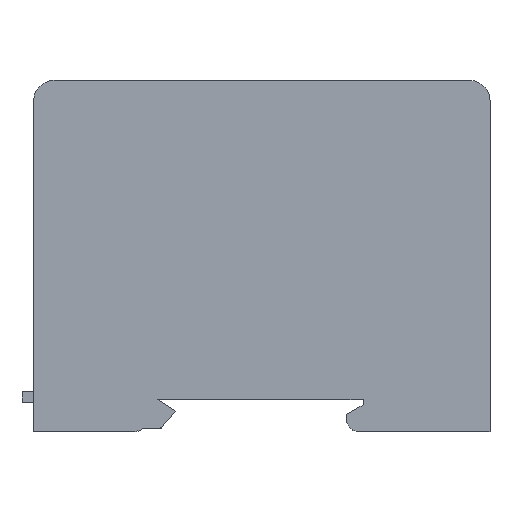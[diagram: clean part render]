
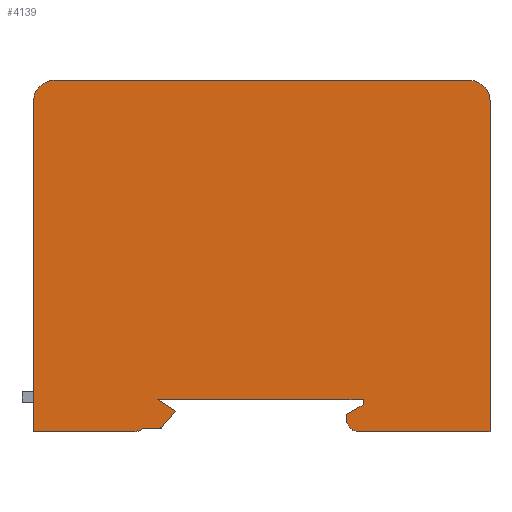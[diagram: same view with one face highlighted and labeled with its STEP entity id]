
A CAD part, top view. The second image highlights one B-rep face of the part: STEP entity #4139.
In plain terms, the highlighted planar face has unit normal (0, 0, 1).
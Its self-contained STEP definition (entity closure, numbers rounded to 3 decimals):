
#93=DIRECTION('',(0.,-1.,0.));
#94=VECTOR('',#93,56.5);
#95=CARTESIAN_POINT('',(-39.,26.5,18.));
#96=LINE('',#95,#94);
#113=CARTESIAN_POINT('',(-35.5,26.5,18.));
#114=DIRECTION('',(0.,0.,-1.));
#115=DIRECTION('',(-1.,0.,0.));
#116=AXIS2_PLACEMENT_3D('',#113,#114,#115);
#118=CARTESIAN_POINT('',(35.5,26.5,18.));
#119=DIRECTION('',(0.,0.,-1.));
#120=DIRECTION('',(0.,1.,0.));
#121=AXIS2_PLACEMENT_3D('',#118,#119,#120);
#123=CARTESIAN_POINT('',(16.5,-28.,18.));
#124=DIRECTION('',(0.,0.,-1.));
#125=DIRECTION('',(0.,-1.,0.));
#126=AXIS2_PLACEMENT_3D('',#123,#124,#125);
#128=DIRECTION('',(0.866,0.5,0.));
#129=VECTOR('',#128,3.233);
#130=CARTESIAN_POINT('',(14.5,-27.117,18.));
#131=LINE('',#130,#129);
#132=DIRECTION('',(0.84,-0.543,0.));
#133=VECTOR('',#132,3.737);
#134=CARTESIAN_POINT('',(-17.9,-24.5,18.));
#135=LINE('',#134,#133);
#136=DIRECTION('',(-0.655,-0.756,0.));
#137=VECTOR('',#136,3.711);
#138=CARTESIAN_POINT('',(-14.762,-26.529,18.));
#139=LINE('',#138,#137);
#140=CARTESIAN_POINT('',(-17.191,-29.334,18.));
#141=CARTESIAN_POINT('',(-17.237,-29.387,18.));
#142=CARTESIAN_POINT('',(-17.341,-29.468,18.));
#143=CARTESIAN_POINT('',(-17.547,-29.52,18.));
#144=CARTESIAN_POINT('',(-17.681,-29.502,18.));
#145=CARTESIAN_POINT('',(-17.754,-29.473,18.));
#147=CARTESIAN_POINT('',(-20.342,-29.467,18.));
#148=CARTESIAN_POINT('',(-20.464,-29.581,18.));
#149=CARTESIAN_POINT('',(-20.733,-29.775,18.));
#150=CARTESIAN_POINT('',(-21.204,-29.959,18.));
#151=CARTESIAN_POINT('',(-21.531,-30.,18.));
#152=CARTESIAN_POINT('',(-21.7,-30.,18.));
#162=DIRECTION('',(-1.,0.,0.));
#163=VECTOR('',#162,71.);
#164=CARTESIAN_POINT('',(35.5,30.,18.));
#165=LINE('',#164,#163);
#178=DIRECTION('',(0.,1.,0.));
#179=VECTOR('',#178,56.5);
#180=CARTESIAN_POINT('',(39.,-30.,18.));
#181=LINE('',#180,#179);
#190=DIRECTION('',(1.,0.,0.));
#191=VECTOR('',#190,22.5);
#192=CARTESIAN_POINT('',(16.5,-30.,18.));
#193=LINE('',#192,#191);
#206=DIRECTION('',(0.,-1.,0.));
#207=VECTOR('',#206,0.883);
#208=CARTESIAN_POINT('',(14.5,-27.117,18.));
#209=LINE('',#208,#207);
#218=DIRECTION('',(0.,-1.,0.));
#219=VECTOR('',#218,1.);
#220=CARTESIAN_POINT('',(17.3,-24.5,18.));
#221=LINE('',#220,#219);
#226=DIRECTION('',(1.,0.,0.));
#227=VECTOR('',#226,35.2);
#228=CARTESIAN_POINT('',(-17.9,-24.5,18.));
#229=LINE('',#228,#227);
#242=DIRECTION('',(1.,-0.002,0.));
#243=VECTOR('',#242,2.588);
#244=CARTESIAN_POINT('',(-20.342,-29.467,18.));
#245=LINE('',#244,#243);
#258=DIRECTION('',(1.,0.,0.));
#259=VECTOR('',#258,17.3);
#260=CARTESIAN_POINT('',(-39.,-30.,18.));
#261=LINE('',#260,#259);
#3524=CARTESIAN_POINT('',(-39.,26.5,18.));
#3525=CARTESIAN_POINT('',(-39.,-30.,18.));
#3526=VERTEX_POINT('',#3524);
#3527=VERTEX_POINT('',#3525);
#3544=CARTESIAN_POINT('',(-35.5,30.,18.));
#3545=VERTEX_POINT('',#3544);
#3546=CARTESIAN_POINT('',(35.5,30.,18.));
#3547=VERTEX_POINT('',#3546);
#3548=CARTESIAN_POINT('',(39.,26.5,18.));
#3549=VERTEX_POINT('',#3548);
#3550=CARTESIAN_POINT('',(39.,-30.,18.));
#3551=VERTEX_POINT('',#3550);
#3552=CARTESIAN_POINT('',(16.5,-30.,18.));
#3553=VERTEX_POINT('',#3552);
#3554=CARTESIAN_POINT('',(14.5,-28.,18.));
#3555=VERTEX_POINT('',#3554);
#3556=CARTESIAN_POINT('',(14.5,-27.117,18.));
#3557=VERTEX_POINT('',#3556);
#3558=CARTESIAN_POINT('',(17.3,-25.5,18.));
#3559=VERTEX_POINT('',#3558);
#3560=CARTESIAN_POINT('',(17.3,-24.5,18.));
#3561=VERTEX_POINT('',#3560);
#3562=CARTESIAN_POINT('',(-17.9,-24.5,18.));
#3563=VERTEX_POINT('',#3562);
#3564=CARTESIAN_POINT('',(-14.762,-26.529,18.));
#3565=VERTEX_POINT('',#3564);
#3566=CARTESIAN_POINT('',(-17.191,-29.334,18.));
#3567=VERTEX_POINT('',#3566);
#3568=VERTEX_POINT('',#145);
#3569=CARTESIAN_POINT('',(-20.342,-29.467,18.));
#3570=VERTEX_POINT('',#3569);
#3571=VERTEX_POINT('',#152);
#4099=CARTESIAN_POINT('',(0.,0.,18.));
#4100=DIRECTION('',(0.,0.,1.));
#4101=DIRECTION('',(1.,0.,0.));
#4102=AXIS2_PLACEMENT_3D('',#4099,#4100,#4101);
#4103=PLANE('',#4102);
#4104=ORIENTED_EDGE('',*,*,#4071,.F.);
#4106=ORIENTED_EDGE('',*,*,#4105,.T.);
#4108=ORIENTED_EDGE('',*,*,#4107,.F.);
#4110=ORIENTED_EDGE('',*,*,#4109,.T.);
#4112=ORIENTED_EDGE('',*,*,#4111,.F.);
#4114=ORIENTED_EDGE('',*,*,#4113,.F.);
#4116=ORIENTED_EDGE('',*,*,#4115,.T.);
#4118=ORIENTED_EDGE('',*,*,#4117,.F.);
#4120=ORIENTED_EDGE('',*,*,#4119,.T.);
#4122=ORIENTED_EDGE('',*,*,#4121,.F.);
#4124=ORIENTED_EDGE('',*,*,#4123,.F.);
#4126=ORIENTED_EDGE('',*,*,#4125,.T.);
#4128=ORIENTED_EDGE('',*,*,#4127,.T.);
#4130=ORIENTED_EDGE('',*,*,#4129,.T.);
#4132=ORIENTED_EDGE('',*,*,#4131,.F.);
#4134=ORIENTED_EDGE('',*,*,#4133,.T.);
#4136=ORIENTED_EDGE('',*,*,#4135,.F.);
#4137=EDGE_LOOP('',(#4104,#4106,#4108,#4110,#4112,#4114,#4116,#4118,#4120,#4122,
#4124,#4126,#4128,#4130,#4132,#4134,#4136));
#4138=FACE_OUTER_BOUND('',#4137,.F.);
#4139=ADVANCED_FACE('',(#4138),#4103,.T.);
#117=CIRCLE('',#116,3.5);
#122=CIRCLE('',#121,3.5);
#127=CIRCLE('',#126,2.);
#146=B_SPLINE_CURVE_WITH_KNOTS('',3,(#140,#141,#142,#143,#144,#145),
.UNSPECIFIED.,.F.,.F.,(4,1,1,4),(0.,0.333,0.667,1.),
.UNSPECIFIED.);
#153=B_SPLINE_CURVE_WITH_KNOTS('',3,(#147,#148,#149,#150,#151,#152),
.UNSPECIFIED.,.F.,.F.,(4,1,1,4),(0.,0.333,0.667,1.),
.UNSPECIFIED.);
#4071=EDGE_CURVE('',#3526,#3527,#96,.T.);
#4105=EDGE_CURVE('',#3526,#3545,#117,.T.);
#4107=EDGE_CURVE('',#3547,#3545,#165,.T.);
#4109=EDGE_CURVE('',#3547,#3549,#122,.T.);
#4111=EDGE_CURVE('',#3551,#3549,#181,.T.);
#4113=EDGE_CURVE('',#3553,#3551,#193,.T.);
#4115=EDGE_CURVE('',#3553,#3555,#127,.T.);
#4117=EDGE_CURVE('',#3557,#3555,#209,.T.);
#4119=EDGE_CURVE('',#3557,#3559,#131,.T.);
#4121=EDGE_CURVE('',#3561,#3559,#221,.T.);
#4123=EDGE_CURVE('',#3563,#3561,#229,.T.);
#4125=EDGE_CURVE('',#3563,#3565,#135,.T.);
#4127=EDGE_CURVE('',#3565,#3567,#139,.T.);
#4129=EDGE_CURVE('',#3567,#3568,#146,.T.);
#4131=EDGE_CURVE('',#3570,#3568,#245,.T.);
#4133=EDGE_CURVE('',#3570,#3571,#153,.T.);
#4135=EDGE_CURVE('',#3527,#3571,#261,.T.);
